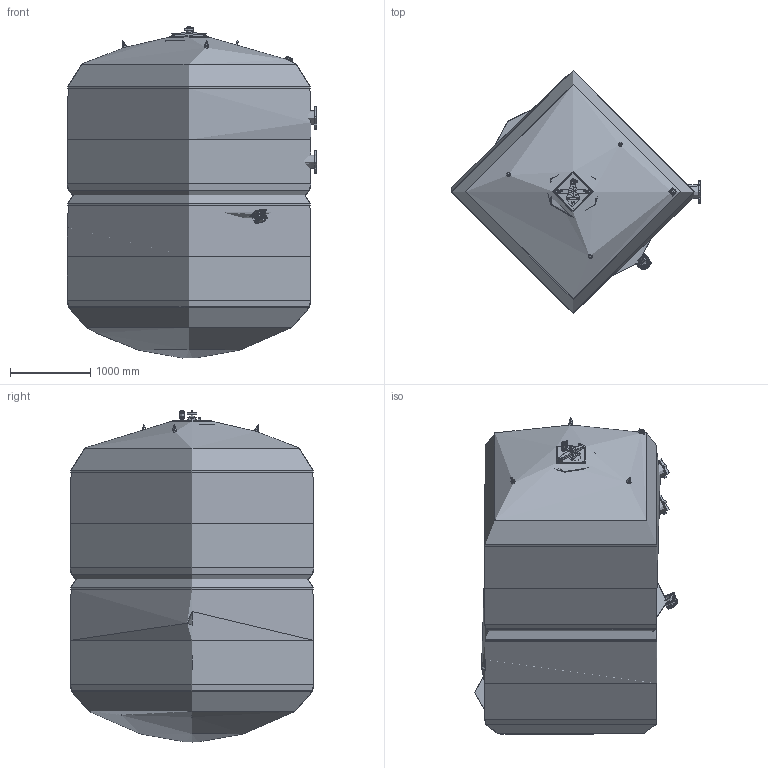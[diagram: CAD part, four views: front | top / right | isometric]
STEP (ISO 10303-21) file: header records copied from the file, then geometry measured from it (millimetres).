
FILE_DESCRIPTION( ( '' ), '1' );
FILE_NAME( '170705 HCFF1181602WVA (VFSCN230016H).stp', '2017-08-04T08:40:23', ( 'Fiberpool Internacional' ), ( 'Fiberpool Internacional' ), 'PSStep 14.0', 'SolidEdgeST3', ' ' );
FILE_SCHEMA( ( 'AUTOMOTIVE_DESIGN { 1 0 10303 214 1 1 1 1 }' ) );
Length unit declared in the file: millimetre
Products named in the file (51): filtre 3000 FB HAYW 170705-oa14; Assem1; Cancamo de elevación-oa13; Desaigua filtre industrial 1pols-oa9; Manòmetre  ; Tapa oval filtro industrial completa 2,5 BARS-oa8; Válvula de bola 32-1pols; Junta Netvitc System Ø90 EPDM con anillo acero A-4; Brida Netvitc System Ø90; TAPON NETVITC Ø 90 C-B (CON TORNILLERIA INOX 316); Base tapa ovalada filtro 2,5 BARS-oa5; Sortida Descarga arena Ø90 2010 2350-3000-oa2; Manòmetre filtro industrial 2011 -oa10; Cancamo de elevación-oa12; ½ Brida Netvitc System Ø90; Screw_DIN_912_M8x40_v8.00; Nut_DIN_934_M8_v8.00; Junta Netvitc System Ø90 EPDM; Anillo Acero A-4 Netvitc System Ø90; CUERPO BRIDA DE TORNILLOS D-90 Rev140124; Tapon Netvitc System Ø90; Portabrida Netvitc System Ø90 PVC; Volante filtro-oa6; cos válvula 32-1pols; manguito valvula bola 32-1pols; femella valvula 32-1pols; maneta válvula 32-1pols; Varilla Roscada M-14x165mm Inox 304; TUERCA SUPERIOR SUJ_JUNTA TAP_OV; Base tapa ovalada filtro 2,5 BAR Act-oa4; cos manòmetre filtre industrial; fons manòmetre; agulla manòmetre; vidre manòmetre; Tubo Ø90 L= 100mm; Embellecedor d-90; Embellidor manòmetre PVC; Bolt_DIN_580_M24_v8.00; Nut_DIN_934_M24_v8.00;  ...
Bounding box: 3104 x 3030 x 4128.23 mm (x, y, z)
Volume: 6074871852 mm3; surface area: 205172951.1 mm2
Topology: 216 solids, 216 shells, 5821 faces, 14272 edges, 9207 vertices
Faces by surface type: plane 3469, cylinder 1563, bspline 280, cone 276, torus 191, sphere 26, offset 10, extrusion 6
Full cylindrical faces by diameter (mm): 4 x48, 6 x45, 6.466 x11, 6.647 x11, 8 x30, 11.835 x5, 12 x5, 13 x19, 14 x27, 14.5 x5, 15.5 x4, 16 x4, 19.6 x9, 20 x9, 20.752 x7, 21 x4, 22 x24, 23 x4, 23.5 x8, 24 x14, 25 x15, 26 x16, 28 x3, 29 x5, 29.605 x8, 32 x23, 33 x3, 35.5 x7, 37.5 x4, 38 x4
Entity records: 69698 total; most frequent: CARTESIAN_POINT 41517, DIRECTION 4311, ORIENTED_EDGE 3874, EDGE_CURVE 1937, AXIS2_PLACEMENT_3D 1646, VERTEX_POINT 1349, EDGE_LOOP 1286, FACE_OUTER_BOUND 1081
